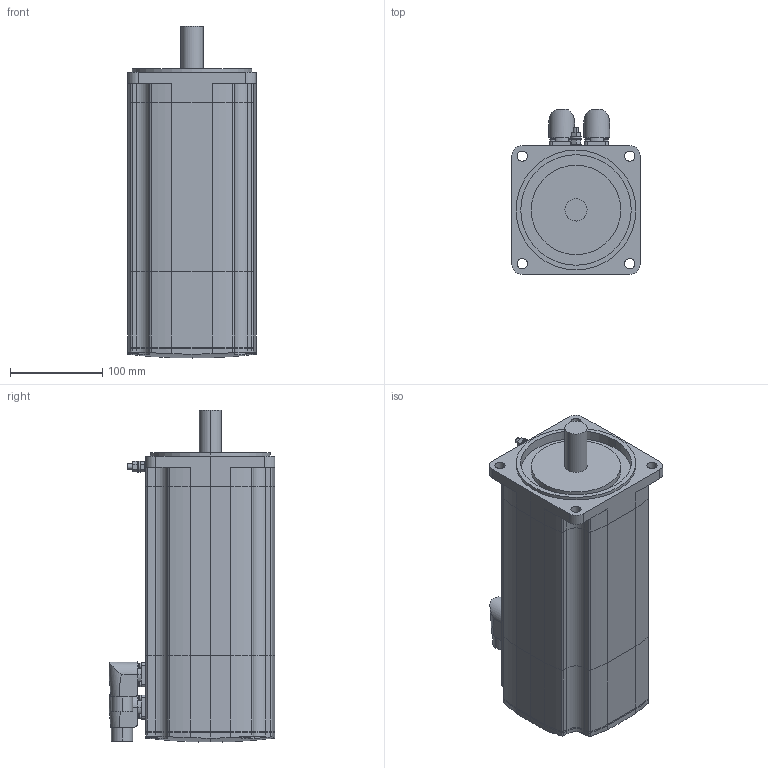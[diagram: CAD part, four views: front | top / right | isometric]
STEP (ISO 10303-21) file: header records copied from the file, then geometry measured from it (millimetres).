
FILE_DESCRIPTION(('STEP AP242'),'1');
FILE_NAME('sh31402p01f2000.stp','2021-09-28T07:42:13',('TraceParts'),('TraceParts S.A.'),'Spatial InterOp 3D',' ',' ');
FILE_SCHEMA(('AP242_MANAGED_MODEL_BASED_3D_ENGINEERING_MIM_LF {1 0 10303 442 1 1 4}'));
Length unit declared in the file: millimetre
Products named in the file (1): sh31402p01f2000_1
Bounding box: 140 x 179.9 x 360.35 mm (x, y, z)
Volume: 5396925.1 mm3; surface area: 363726.3 mm2
Topology: 8 solids, 8 shells, 487 faces, 1217 edges, 801 vertices
Faces by surface type: cylinder 258, plane 201, torus 16, sphere 8, bspline 4
Entity records: 15980 total; most frequent: CARTESIAN_POINT 3781, DIRECTION 2701, ORIENTED_EDGE 2434, EDGE_CURVE 1217, AXIS2_PLACEMENT_3D 1047, VERTEX_POINT 801, LINE 607, VECTOR 607
